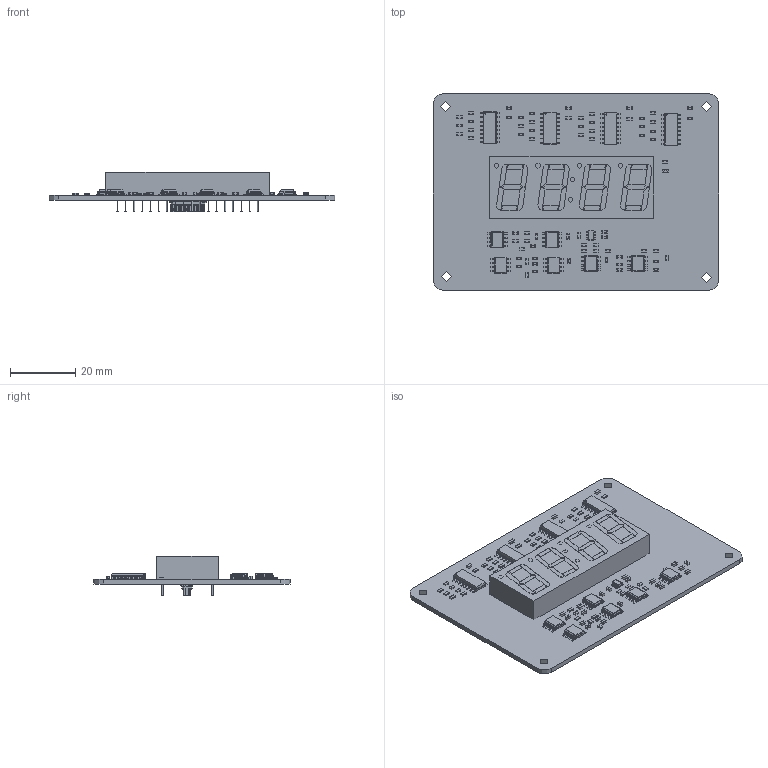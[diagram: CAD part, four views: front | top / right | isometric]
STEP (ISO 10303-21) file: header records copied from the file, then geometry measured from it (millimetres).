
FILE_DESCRIPTION(('KiCad electronic assembly'),'2;1');
FILE_NAME('Supplemental Monitoring PCB.step','2025-10-13T16:54:14',( 'Pcbnew'),('Kicad'),'Open CASCADE STEP processor 7.9', 'KiCad to STEP converter','Unknown');
FILE_SCHEMA(('AUTOMOTIVE_DESIGN { 1 0 10303 214 1 1 1 1 }'));
Length unit declared in the file: millimetre
Products named in the file (24): Supplemental Monitoring PCB 1; C_0603_1608Metric; kicad_embedded_975D8A8EEC66D6539F223F47CF21ACDA; Array; Body001 (Mirror #1); Array001; Body001; Body; Body003; XY-plane; X-axis; LED_0603_1608Metric; R_0603_1608Metric; kicad_embedded_3D71A1646294B3B164AE360202226709; BODY-SO; LEAD-D0008A; kicad_embedded_8CA674BDD8117255D7F86F82A6CE79B5; kicad_embedded_D67BB1B4BD0BDF661BCE3CB57B450D7D; BODY-SOT; LEAD-SOT; kicad_embedded_859D8F87712FC3AA3CD0B09B2C2BA353; SOLID; COMPOUND; Supplemental Monitoring PCB_PCB
Assembly tree (147 placements, depth 4):
  Supplemental Monitoring PCB 1
    C_0603_1608Metric  x23
    kicad_embedded_975D8A8EEC66D6539F223F47CF21ACDA  x4
      Array
        Body001 (Mirror #1)  x8
      Array001
        Body001  x8
      Body
      Body003
      XY-plane
      X-axis
    LED_0603_1608Metric
    R_0603_1608Metric  x47
    kicad_embedded_3D71A1646294B3B164AE360202226709  x6
      BODY-SO
      LEAD-D0008A
    kicad_embedded_8CA674BDD8117255D7F86F82A6CE79B5
    kicad_embedded_D67BB1B4BD0BDF661BCE3CB57B450D7D
      BODY-SOT
      LEAD-SOT  x6
    kicad_embedded_859D8F87712FC3AA3CD0B09B2C2BA353
      SOLID
      COMPOUND
    Supplemental Monitoring PCB_PCB
Bounding box: 87.8 x 60.2 x 12.23 mm (x, y, z)
Volume: 15234.5 mm3; surface area: 16043.6 mm2
Topology: 207 solids, 207 shells, 5424 faces, 14059 edges, 9300 vertices
Faces by surface type: plane 3904, cylinder 1332, bspline 164, sphere 20, cone 4
Full cylindrical faces by diameter (mm): 0.39 x8, 0.85 x2, 1 x36, 3.2 x4
Entity records: 68461 total; most frequent: CARTESIAN_POINT 18095, ORIENTED_EDGE 9580, DIRECTION 8841, EDGE_CURVE 4790, LINE 4101, VECTOR 4101, VERTEX_POINT 3118, AXIS2_PLACEMENT_3D 2370
